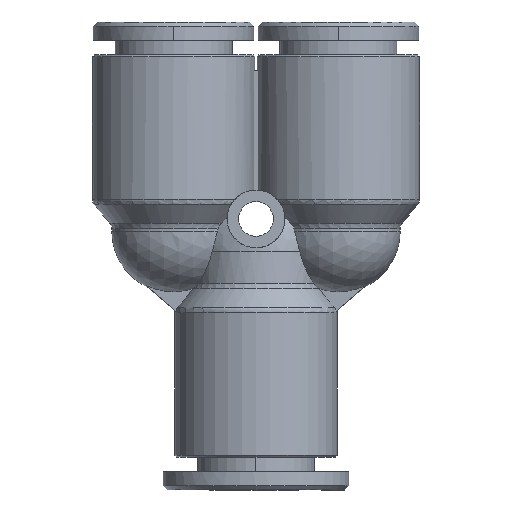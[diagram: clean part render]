
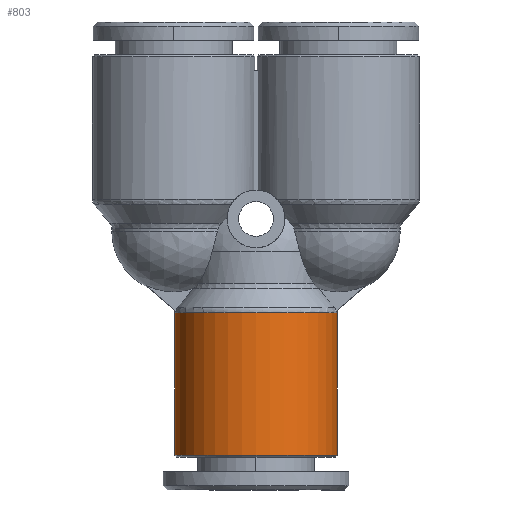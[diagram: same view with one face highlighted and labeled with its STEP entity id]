
A CAD part, front view. The second image highlights one B-rep face of the part: STEP entity #803.
In plain terms, the highlighted cylindrical face has radius 9.85 mm (diameter 19.7 mm), a partial arc.
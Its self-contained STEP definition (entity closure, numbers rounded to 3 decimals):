
#753=CARTESIAN_POINT('',(4.072,0.,0.));
#754=DIRECTION('',(1.0,0.,0.));
#755=DIRECTION('',(0.0,0.0,1.0));
#756=AXIS2_PLACEMENT_3D('',#753,#754,#755);
#757=CYLINDRICAL_SURFACE('',#756,9.85);
#758=CARTESIAN_POINT('',(-3.564,0.,9.85));
#759=VERTEX_POINT('',#758);
#760=CARTESIAN_POINT('',(13.772,0.,9.85));
#761=VERTEX_POINT('',#760);
#762=CARTESIAN_POINT('',(-3.564,0.,9.85));
#763=DIRECTION('',(1.0,0.0,0.0));
#764=VECTOR('',#763,17.336);
#765=LINE('',#762,#764);
#766=EDGE_CURVE('',#759,#761,#765,.T.);
#767=ORIENTED_EDGE('',*,*,#766,.F.);
#768=CARTESIAN_POINT('',(-3.564,0.,-9.85));
#769=VERTEX_POINT('',#768);
#770=CARTESIAN_POINT('',(-3.564,0.,0.));
#771=DIRECTION('',(-1.0,0.0,0.0));
#772=DIRECTION('',(0.0,0.0,-1.0));
#773=AXIS2_PLACEMENT_3D('',#770,#771,#772);
#774=CIRCLE('',#773,9.85);
#775=EDGE_CURVE('',#769,#759,#774,.T.);
#776=ORIENTED_EDGE('',*,*,#775,.F.);
#777=CARTESIAN_POINT('',(13.772,0.,-9.85));
#778=VERTEX_POINT('',#777);
#779=CARTESIAN_POINT('',(13.772,0.,-9.85));
#780=DIRECTION('',(-1.0,0.0,0.0));
#781=VECTOR('',#780,17.336);
#782=LINE('',#779,#781);
#783=EDGE_CURVE('',#778,#769,#782,.T.);
#784=ORIENTED_EDGE('',*,*,#783,.F.);
#785=CARTESIAN_POINT('',(13.772,-9.85,0.));
#786=VERTEX_POINT('',#785);
#787=CARTESIAN_POINT('',(13.772,0.,0.));
#788=DIRECTION('',(1.0,0.0,0.0));
#789=DIRECTION('',(0.0,1.0,0.0));
#790=AXIS2_PLACEMENT_3D('',#787,#788,#789);
#791=CIRCLE('',#790,9.85);
#792=EDGE_CURVE('',#786,#778,#791,.T.);
#793=ORIENTED_EDGE('',*,*,#792,.F.);
#794=CARTESIAN_POINT('',(13.772,0.,0.));
#795=DIRECTION('',(1.0,0.0,0.0));
#796=DIRECTION('',(0.0,1.0,0.0));
#797=AXIS2_PLACEMENT_3D('',#794,#795,#796);
#798=CIRCLE('',#797,9.85);
#799=EDGE_CURVE('',#761,#786,#798,.T.);
#800=ORIENTED_EDGE('',*,*,#799,.F.);
#801=EDGE_LOOP('',(#767,#776,#784,#793,#800));
#802=FACE_OUTER_BOUND('',#801,.T.);
#803=ADVANCED_FACE('',(#802),#757,.T.);
